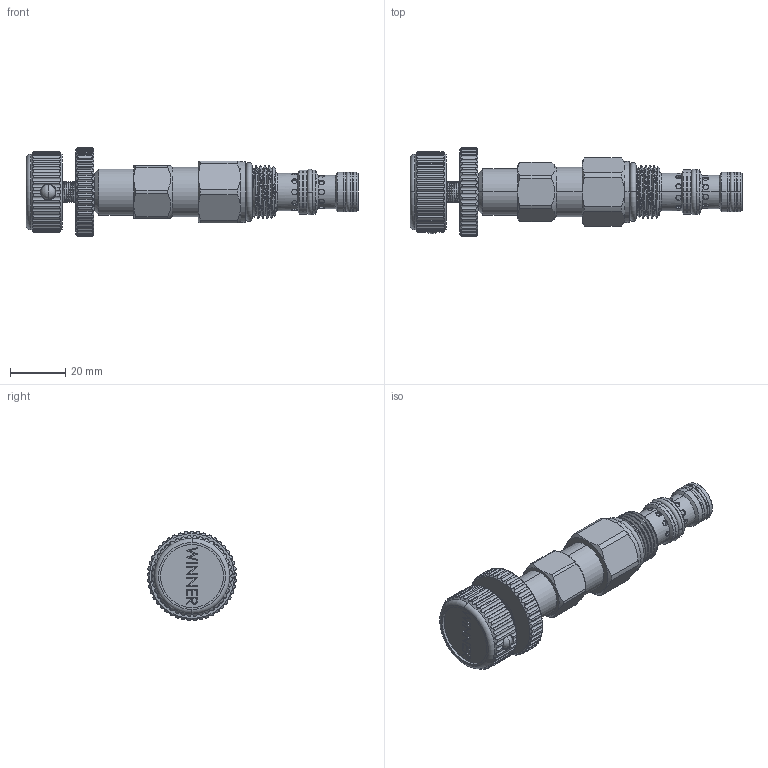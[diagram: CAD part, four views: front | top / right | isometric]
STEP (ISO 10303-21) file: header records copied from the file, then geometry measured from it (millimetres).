
FILE_DESCRIPTION (( 'STEP AP203' ), '1' );
FILE_NAME ('PP08W36-K.STEP', '2025-02-17T02:34:31', ( '' ), ( '' ), 'SwSTEP 2.0', 'SolidWorks 2018', '' );
FILE_SCHEMA (( 'CONFIG_CONTROL_DESIGN' ));
Length unit declared in the file: millimetre
Products named in the file (1): PP08W36-K
Bounding box: 119.72 x 32.2 x 32.18 mm (x, y, z)
Volume: 37049.1 mm3; surface area: 12257.6 mm2
Topology: 1 solids, 1 shells, 608 faces, 1632 edges, 1072 vertices
Faces by surface type: cylinder 389, plane 136, cone 52, bspline 15, torus 14, sphere 2
Entity records: 34326 total; most frequent: CARTESIAN_POINT 19842, ORIENTED_EDGE 3260, DIRECTION 2697, EDGE_CURVE 1630, VERTEX_POINT 1072, AXIS2_PLACEMENT_3D 1022, EDGE_LOOP 656, VECTOR 653
